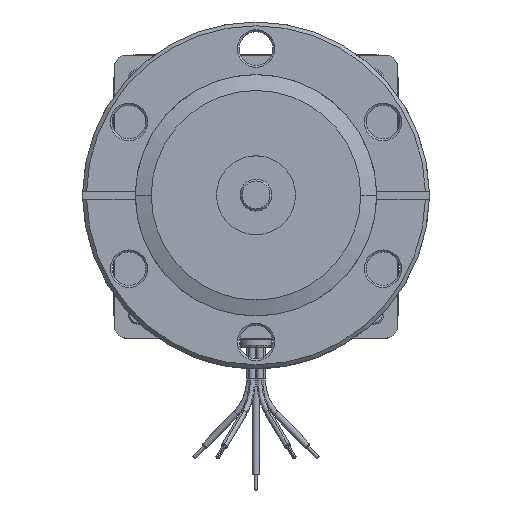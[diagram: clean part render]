
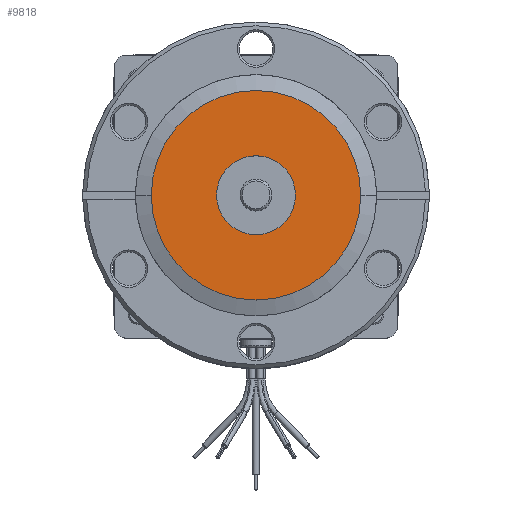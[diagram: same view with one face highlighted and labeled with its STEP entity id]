
A CAD part, top view. The second image highlights one B-rep face of the part: STEP entity #9818.
In plain terms, the highlighted planar face has unit normal (0, 0, 1).
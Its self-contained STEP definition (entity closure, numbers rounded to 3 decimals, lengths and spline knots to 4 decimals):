
#7346 = ORIENTED_EDGE ( 'NONE', *, *, #134128, .T. ) ;
#7378 = ORIENTED_EDGE ( 'NONE', *, *, #133992, .T. ) ;
#7381 = ORIENTED_EDGE ( 'NONE', *, *, #128316, .T. ) ;
#7519 = ORIENTED_EDGE ( 'NONE', *, *, #128332, .T. ) ;
#8903 = CARTESIAN_POINT ( 'NONE',  ( 2.0955, 0., -0.1295 ) ) ;
#8909 = PLANE ( 'NONE',  #14883 ) ;
#8911 = DIRECTION ( 'NONE',  ( 0., 0., 1. ) ) ;
#8912 = DIRECTION ( 'NONE',  ( 1., 0., 0. ) ) ;
#9818 = ADVANCED_FACE ( 'NONE', ( #135797, #135800 ), #8909, .T. ) ;
#14883 = AXIS2_PLACEMENT_3D ( 'NONE', #8903, #8911, #8912 ) ;
#40349 = CARTESIAN_POINT ( 'NONE',  ( -2.0955, 0., -0.1295 ) ) ;
#40352 = CARTESIAN_POINT ( 'NONE',  ( 2.0955, 0., -0.1295 ) ) ;
#40370 = CARTESIAN_POINT ( 'NONE',  ( 0.7899, 0., -0.1295 ) ) ;
#40372 = CARTESIAN_POINT ( 'NONE',  ( -0.7899, 0., -0.1295 ) ) ;
#56654 = CIRCLE ( 'NONE', #107518, 2.0955 ) ;
#56678 = CIRCLE ( 'NONE', #107524, 0.7899 ) ;
#60898 = CARTESIAN_POINT ( 'NONE',  ( 0., 0., -0.1295 ) ) ;
#60899 = DIRECTION ( 'NONE',  ( 0., 0., 1. ) ) ;
#60900 = DIRECTION ( 'NONE',  ( -1., 0., 0. ) ) ;
#60932 = CARTESIAN_POINT ( 'NONE',  ( 0., 0., -0.1295 ) ) ;
#60933 = DIRECTION ( 'NONE',  ( 0., 0., -1. ) ) ;
#60934 = DIRECTION ( 'NONE',  ( 1., 0., 0. ) ) ;
#107518 = AXIS2_PLACEMENT_3D ( 'NONE', #60898, #60899, #60900 ) ;
#107524 = AXIS2_PLACEMENT_3D ( 'NONE', #60932, #60933, #60934 ) ;
#108064 = AXIS2_PLACEMENT_3D ( 'NONE', #116784, #116785, #116786 ) ;
#108078 = AXIS2_PLACEMENT_3D ( 'NONE', #116967, #116968, #116969 ) ;
#109981 = EDGE_LOOP ( 'NONE', ( #7519, #7346 ) ) ;
#109993 = EDGE_LOOP ( 'NONE', ( #7381, #7378 ) ) ;
#115074 = CIRCLE ( 'NONE', #108064, 2.0955 ) ;
#115179 = CIRCLE ( 'NONE', #108078, 0.7899 ) ;
#116784 = CARTESIAN_POINT ( 'NONE',  ( 0., 0., -0.1295 ) ) ;
#116785 = DIRECTION ( 'NONE',  ( 0., 0., 1. ) ) ;
#116786 = DIRECTION ( 'NONE',  ( -1., 0., 0. ) ) ;
#116967 = CARTESIAN_POINT ( 'NONE',  ( 0., 0., -0.1295 ) ) ;
#116968 = DIRECTION ( 'NONE',  ( 0., 0., -1. ) ) ;
#116969 = DIRECTION ( 'NONE',  ( 1., 0., 0. ) ) ;
#119411 = VERTEX_POINT ( 'NONE', #40349 ) ;
#119413 = VERTEX_POINT ( 'NONE', #40352 ) ;
#119428 = VERTEX_POINT ( 'NONE', #40370 ) ;
#119431 = VERTEX_POINT ( 'NONE', #40372 ) ;
#128316 = EDGE_CURVE ( 'NONE', #119411, #119413, #56654, .T. ) ;
#128332 = EDGE_CURVE ( 'NONE', #119428, #119431, #56678, .T. ) ;
#133992 = EDGE_CURVE ( 'NONE', #119413, #119411, #115074, .T. ) ;
#134128 = EDGE_CURVE ( 'NONE', #119431, #119428, #115179, .T. ) ;
#135797 = FACE_OUTER_BOUND ( 'NONE', #109993, .T. ) ;
#135800 = FACE_BOUND ( 'NONE', #109981, .T. ) ;
